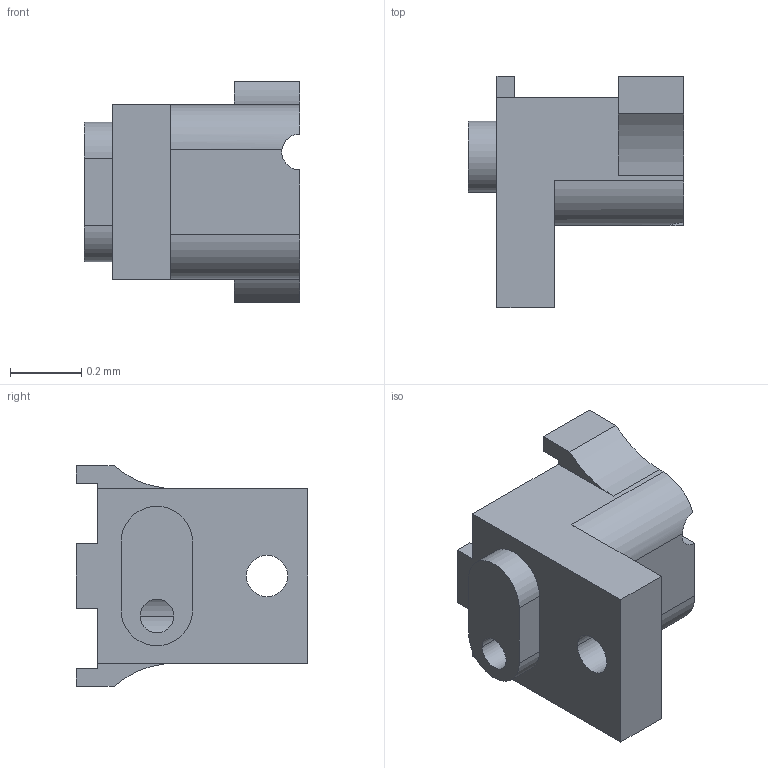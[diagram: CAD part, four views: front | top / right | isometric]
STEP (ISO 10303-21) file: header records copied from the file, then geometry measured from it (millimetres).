
FILE_DESCRIPTION(('produced by SPATIAL CORP'),'2;1');
FILE_NAME( 'spinner2.hh.sat.stp', '2002-04-19T09:53:57+00:00',('SPATIAL CORP'),('SPATIAL CORP'), 'ACIS STEP Husk','http://www.spatial.com','SPATIAL CORP');
FILE_SCHEMA(('CONFIG_CONTROL_DESIGN'));
Length unit declared in the file: millimetre
Products named in the file (1): PRODUCT_ID_1
Bounding box: 0.6 x 0.65 x 0.62 mm (x, y, z)
Volume: 0.1 mm3; surface area: 2.1 mm2
Topology: 1 solids, 1 shells, 48 faces, 133 edges, 88 vertices
Faces by surface type: plane 30, cylinder 18
Entity records: 1566 total; most frequent: CARTESIAN_POINT 293, ORIENTED_EDGE 266, DIRECTION 220, EDGE_CURVE 133, VECTOR 96, LINE 96, VERTEX_POINT 88, AXIS2_PLACEMENT_3D 62
